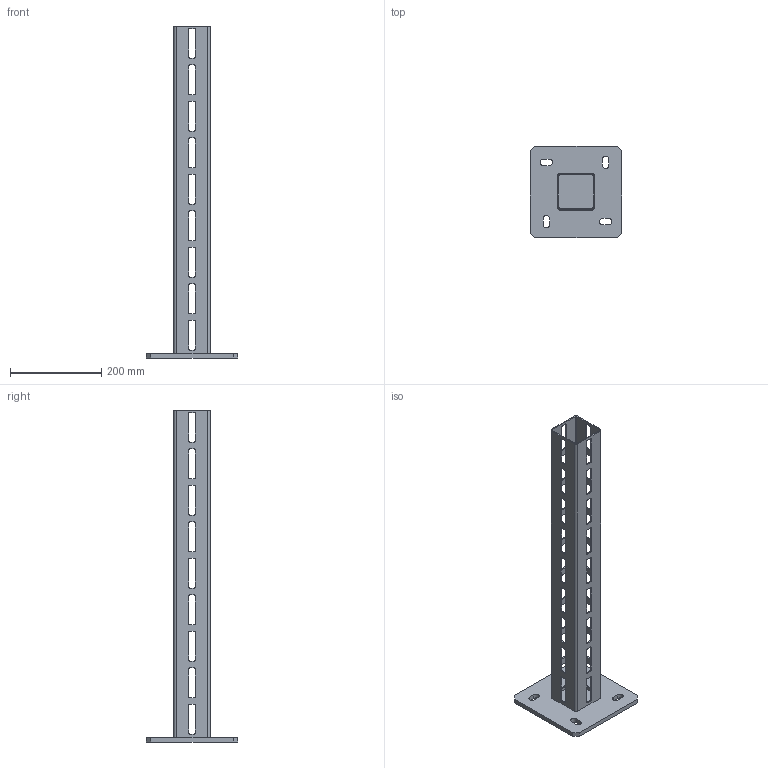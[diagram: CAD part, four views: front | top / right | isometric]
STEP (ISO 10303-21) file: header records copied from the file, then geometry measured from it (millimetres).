
FILE_DESCRIPTION (( 'STEP AP214' ), '1' );
FILE_NAME ('R954-105.STEP', '2024-06-18T10:39:42', ( '' ), ( '' ), 'SwSTEP 2.0', 'SolidWorks 2024', '' );
FILE_SCHEMA (( 'AUTOMOTIVE_DESIGN' ));
Length unit declared in the file: millimetre
Products named in the file (1): R954-105
Bounding box: 200 x 200 x 728 mm (x, y, z)
Volume: 847865.2 mm3; surface area: 473548.4 mm2
Topology: 2 solids, 2 shells, 336 faces, 996 edges, 664 vertices
Faces by surface type: plane 172, cylinder 164
Entity records: 11524 total; most frequent: DIRECTION 1998, CARTESIAN_POINT 1997, ORIENTED_EDGE 1992, EDGE_CURVE 996, LINE 668, VECTOR 668, AXIS2_PLACEMENT_3D 665, VERTEX_POINT 664
